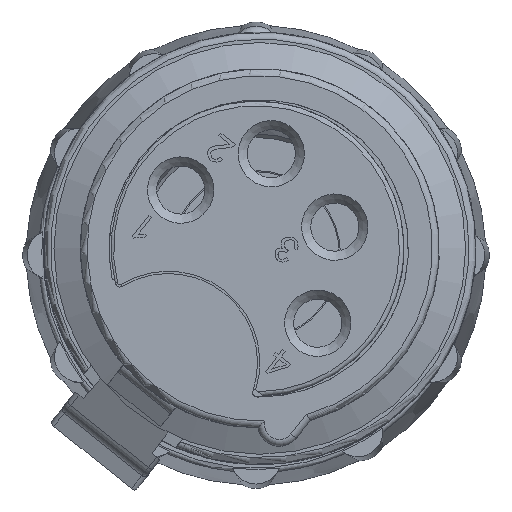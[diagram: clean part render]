
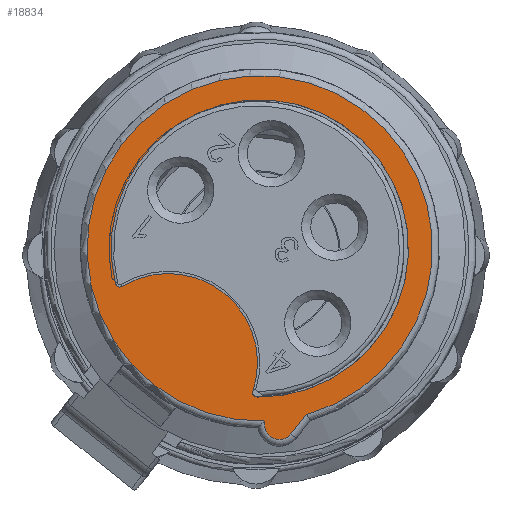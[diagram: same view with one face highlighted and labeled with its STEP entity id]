
A CAD part, left-side view. The second image highlights one B-rep face of the part: STEP entity #18834.
In plain terms, the highlighted planar face has unit normal (-1, 0, 0).
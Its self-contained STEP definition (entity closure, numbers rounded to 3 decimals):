
#18581=CARTESIAN_POINT('',(-5.8,6.13,5.48));
#18582=VERTEX_POINT('',#18581);
#18600=CARTESIAN_POINT('',(-5.8,6.13,4.407));
#18601=VERTEX_POINT('',#18600);
#18619=CARTESIAN_POINT('',(-5.8,6.13,4.407));
#18620=DIRECTION('',(0.0,0.0,1.0));
#18621=VECTOR('',#18620,1.073);
#18622=LINE('',#18619,#18621);
#18623=EDGE_CURVE('',#18601,#18582,#18622,.T.);
#18633=CARTESIAN_POINT('',(-5.8,4.89,5.752));
#18634=VERTEX_POINT('',#18633);
#18635=CARTESIAN_POINT('',(-5.8,0.,0.));
#18636=DIRECTION('',(1.0,0.,0.));
#18637=DIRECTION('',(0.,-0.726,-0.688));
#18638=AXIS2_PLACEMENT_3D('',#18635,#18636,#18637);
#18639=CIRCLE('',#18638,7.55);
#18640=EDGE_CURVE('',#18634,#18601,#18639,.T.);
#18685=CARTESIAN_POINT('',(-5.8,5.48,5.48));
#18686=DIRECTION('',(1.0,0.,0.));
#18687=DIRECTION('',(0.,0.403,0.915));
#18688=AXIS2_PLACEMENT_3D('',#18685,#18686,#18687);
#18689=CIRCLE('',#18688,0.65);
#18690=EDGE_CURVE('',#18582,#18634,#18689,.T.);
#18786=CARTESIAN_POINT('',(-5.8,0.626,0.601));
#18787=DIRECTION('',(1.0,0.0,0.0));
#18788=DIRECTION('',(0.0,0.0,-1.0));
#18789=AXIS2_PLACEMENT_3D('',#18786,#18787,#18788);
#18790=PLANE('',#18789);
#18791=ORIENTED_EDGE('',*,*,#18623,.F.);
#18792=ORIENTED_EDGE('',*,*,#18640,.F.);
#18793=ORIENTED_EDGE('',*,*,#18690,.F.);
#18794=EDGE_LOOP('',(#18791,#18792,#18793));
#18795=FACE_OUTER_BOUND('',#18794,.T.);
#18796=CARTESIAN_POINT('',(-5.8,3.661,5.056));
#18797=VERTEX_POINT('',#18796);
#18798=CARTESIAN_POINT('',(-5.8,-3.661,5.056));
#18799=VERTEX_POINT('',#18798);
#18800=CARTESIAN_POINT('',(-5.8,0.,6.4));
#18801=DIRECTION('',(-1.,0.0,0.0));
#18802=DIRECTION('',(0.0,-0.96,0.279));
#18803=AXIS2_PLACEMENT_3D('',#18800,#18801,#18802);
#18804=CIRCLE('',#18803,3.9);
#18805=EDGE_CURVE('',#18797,#18799,#18804,.T.);
#18806=ORIENTED_EDGE('',*,*,#18805,.T.);
#18807=CARTESIAN_POINT('',(-5.8,-3.971,5.146));
#18808=VERTEX_POINT('',#18807);
#18809=CARTESIAN_POINT('',(-5.8,-3.849,4.987));
#18810=DIRECTION('',(-1.0,0.0,0.0));
#18811=DIRECTION('',(0.0,0.277,0.961));
#18812=AXIS2_PLACEMENT_3D('',#18809,#18810,#18811);
#18813=CIRCLE('',#18812,0.2);
#18814=EDGE_CURVE('',#18808,#18799,#18813,.T.);
#18815=ORIENTED_EDGE('',*,*,#18814,.F.);
#18816=CARTESIAN_POINT('',(-5.8,3.971,5.146));
#18817=VERTEX_POINT('',#18816);
#18818=CARTESIAN_POINT('',(-5.8,0.0,0.));
#18819=DIRECTION('',(1.0,0.0,0.0));
#18820=DIRECTION('',(0.0,0.576,0.817));
#18821=AXIS2_PLACEMENT_3D('',#18818,#18819,#18820);
#18822=CIRCLE('',#18821,6.5);
#18823=EDGE_CURVE('',#18808,#18817,#18822,.T.);
#18824=ORIENTED_EDGE('',*,*,#18823,.T.);
#18825=CARTESIAN_POINT('',(-5.8,3.849,4.987));
#18826=DIRECTION('',(-1.,0.0,0.0));
#18827=DIRECTION('',(0.0,-0.277,0.961));
#18828=AXIS2_PLACEMENT_3D('',#18825,#18826,#18827);
#18829=CIRCLE('',#18828,0.2);
#18830=EDGE_CURVE('',#18797,#18817,#18829,.T.);
#18831=ORIENTED_EDGE('',*,*,#18830,.F.);
#18832=EDGE_LOOP('',(#18806,#18815,#18824,#18831));
#18833=FACE_BOUND('',#18832,.T.);
#18834=ADVANCED_FACE('',(#18795,#18833),#18790,.F.);
